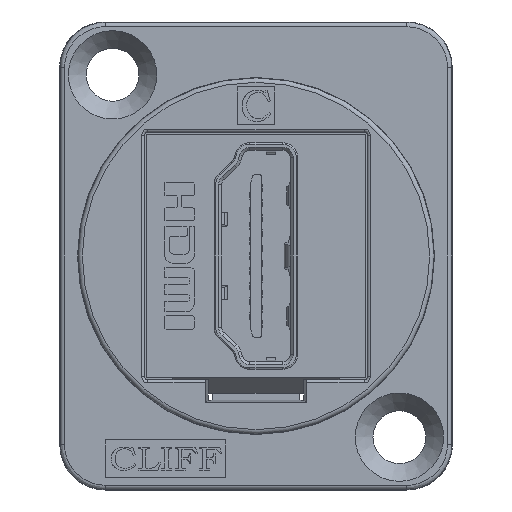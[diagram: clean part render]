
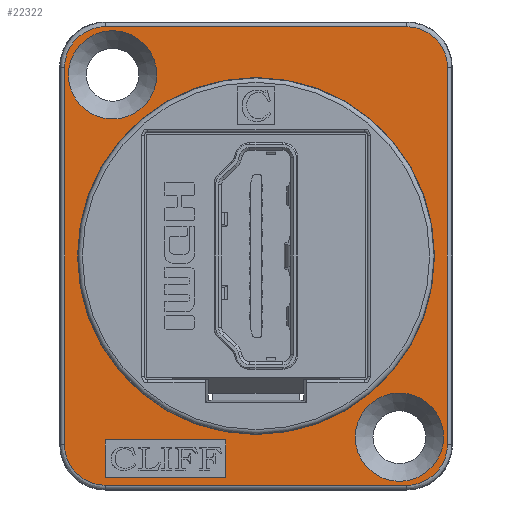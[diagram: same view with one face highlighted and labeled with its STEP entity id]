
A CAD part, front view. The second image highlights one B-rep face of the part: STEP entity #22322.
In plain terms, the highlighted planar face has unit normal (0, -1, 0).
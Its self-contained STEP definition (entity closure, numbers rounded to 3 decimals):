
#125=ELLIPSE('',#23697,2.7,2.7);
#126=ELLIPSE('',#23698,2.7,2.7);
#127=ELLIPSE('',#23699,2.7,2.7);
#128=ELLIPSE('',#23700,2.7,2.7);
#408=FACE_BOUND('',#2755,.T.);
#409=FACE_BOUND('',#2756,.T.);
#410=FACE_BOUND('',#2757,.T.);
#411=FACE_BOUND('',#2758,.T.);
#1627=FACE_OUTER_BOUND('',#2754,.T.);
#2754=EDGE_LOOP('',(#19191,#19192,#19193,#19194,#19195,#19196,#19197,#19198));
#2755=EDGE_LOOP('',(#19199,#19200,#19201,#19202));
#2756=EDGE_LOOP('',(#19203));
#2757=EDGE_LOOP('',(#19204));
#2758=EDGE_LOOP('',(#19205));
#3026=CIRCLE('',#23492,11.823);
#3068=CIRCLE('',#23701,2.925);
#3069=CIRCLE('',#23702,2.925);
#5549=LINE('',#36700,#8081);
#5553=LINE('',#36708,#8085);
#5556=LINE('',#36714,#8088);
#5559=LINE('',#36719,#8091);
#5593=LINE('',#36828,#8125);
#5594=LINE('',#36832,#8126);
#5595=LINE('',#36836,#8127);
#5596=LINE('',#36839,#8128);
#8081=VECTOR('',#28794,2.5);
#8085=VECTOR('',#28800,8.);
#8088=VECTOR('',#28805,2.5);
#8091=VECTOR('',#28810,8.);
#8125=VECTOR('',#28908,24.965);
#8126=VECTOR('',#28911,19.965);
#8127=VECTOR('',#28914,24.965);
#8128=VECTOR('',#28917,19.965);
#9781=VERTEX_POINT('',#34742);
#10087=VERTEX_POINT('',#36698);
#10088=VERTEX_POINT('',#36699);
#10091=VERTEX_POINT('',#36707);
#10093=VERTEX_POINT('',#36713);
#10122=VERTEX_POINT('',#36824);
#10123=VERTEX_POINT('',#36825);
#10124=VERTEX_POINT('',#36827);
#10125=VERTEX_POINT('',#36829);
#10126=VERTEX_POINT('',#36831);
#10127=VERTEX_POINT('',#36833);
#10128=VERTEX_POINT('',#36835);
#10129=VERTEX_POINT('',#36837);
#10130=VERTEX_POINT('',#36840);
#10131=VERTEX_POINT('',#36842);
#12622=EDGE_CURVE('',#9781,#9781,#3026,.T.);
#13108=EDGE_CURVE('',#10087,#10088,#5549,.T.);
#13112=EDGE_CURVE('',#10091,#10087,#5553,.T.);
#13115=EDGE_CURVE('',#10093,#10091,#5556,.T.);
#13118=EDGE_CURVE('',#10088,#10093,#5559,.T.);
#13167=EDGE_CURVE('',#10122,#10123,#125,.T.);
#13168=EDGE_CURVE('',#10124,#10122,#5593,.T.);
#13169=EDGE_CURVE('',#10125,#10124,#126,.T.);
#13170=EDGE_CURVE('',#10126,#10125,#5594,.T.);
#13171=EDGE_CURVE('',#10127,#10126,#127,.T.);
#13172=EDGE_CURVE('',#10128,#10127,#5595,.T.);
#13173=EDGE_CURVE('',#10129,#10128,#128,.T.);
#13174=EDGE_CURVE('',#10123,#10129,#5596,.T.);
#13175=EDGE_CURVE('',#10130,#10130,#3068,.T.);
#13176=EDGE_CURVE('',#10131,#10131,#3069,.T.);
#19191=ORIENTED_EDGE('',*,*,#13167,.F.);
#19192=ORIENTED_EDGE('',*,*,#13168,.F.);
#19193=ORIENTED_EDGE('',*,*,#13169,.F.);
#19194=ORIENTED_EDGE('',*,*,#13170,.F.);
#19195=ORIENTED_EDGE('',*,*,#13171,.F.);
#19196=ORIENTED_EDGE('',*,*,#13172,.F.);
#19197=ORIENTED_EDGE('',*,*,#13173,.F.);
#19198=ORIENTED_EDGE('',*,*,#13174,.F.);
#19199=ORIENTED_EDGE('',*,*,#13108,.T.);
#19200=ORIENTED_EDGE('',*,*,#13118,.T.);
#19201=ORIENTED_EDGE('',*,*,#13115,.T.);
#19202=ORIENTED_EDGE('',*,*,#13112,.T.);
#19203=ORIENTED_EDGE('',*,*,#12622,.T.);
#19204=ORIENTED_EDGE('',*,*,#13175,.T.);
#19205=ORIENTED_EDGE('',*,*,#13176,.T.);
#20160=PLANE('',#23696);
#22322=ADVANCED_FACE('',(#1627,#408,#409,#410,#411),#20160,.T.);
#23492=AXIS2_PLACEMENT_3D('',#34743,#28113,#28114);
#23696=AXIS2_PLACEMENT_3D('',#36823,#28904,#28905);
#23697=AXIS2_PLACEMENT_3D('',#36826,#28906,#28907);
#23698=AXIS2_PLACEMENT_3D('',#36830,#28909,#28910);
#23699=AXIS2_PLACEMENT_3D('',#36834,#28912,#28913);
#23700=AXIS2_PLACEMENT_3D('',#36838,#28915,#28916);
#23701=AXIS2_PLACEMENT_3D('',#36841,#28918,#28919);
#23702=AXIS2_PLACEMENT_3D('',#36843,#28920,#28921);
#28113=DIRECTION('center_axis',(0.,1.,0.));
#28114=DIRECTION('ref_axis',(-1.,0.,0.));
#28794=DIRECTION('',(0.,0.,1.));
#28800=DIRECTION('',(-1.,0.,0.));
#28805=DIRECTION('',(0.,0.,-1.));
#28810=DIRECTION('',(1.,0.,0.));
#28904=DIRECTION('center_axis',(0.,-1.,0.));
#28905=DIRECTION('ref_axis',(1.,0.,0.));
#28906=DIRECTION('center_axis',(0.,1.,0.));
#28907=DIRECTION('ref_axis',(-0.707,0.,0.707));
#28908=DIRECTION('',(0.,0.,1.));
#28909=DIRECTION('center_axis',(0.,1.,0.));
#28910=DIRECTION('ref_axis',(-0.707,0.,-0.707));
#28911=DIRECTION('',(-1.,0.,0.));
#28912=DIRECTION('center_axis',(0.,1.,0.));
#28913=DIRECTION('ref_axis',(0.707,0.,-0.707));
#28914=DIRECTION('',(0.,0.,-1.));
#28915=DIRECTION('center_axis',(0.,1.,0.));
#28916=DIRECTION('ref_axis',(0.707,0.,0.707));
#28917=DIRECTION('',(1.,0.,0.));
#28918=DIRECTION('center_axis',(0.,1.,0.));
#28919=DIRECTION('ref_axis',(1.,0.,0.));
#28920=DIRECTION('center_axis',(0.,1.,0.));
#28921=DIRECTION('ref_axis',(1.,0.,0.));
#34742=CARTESIAN_POINT('',(11.823,2.8,0.));
#34743=CARTESIAN_POINT('Origin',(0.,2.8,0.));
#36698=CARTESIAN_POINT('',(-10.,2.8,-14.683));
#36699=CARTESIAN_POINT('',(-10.,2.8,-12.183));
#36700=CARTESIAN_POINT('',(-10.,2.8,-7.341));
#36707=CARTESIAN_POINT('',(-2.,2.8,-14.683));
#36708=CARTESIAN_POINT('',(-1.,2.8,-14.683));
#36713=CARTESIAN_POINT('',(-2.,2.8,-12.183));
#36714=CARTESIAN_POINT('',(-2.,2.8,-6.091));
#36719=CARTESIAN_POINT('',(-5.,2.8,-12.183));
#36823=CARTESIAN_POINT('Origin',(0.,2.8,0.));
#36824=CARTESIAN_POINT('',(-12.683,2.8,12.483));
#36825=CARTESIAN_POINT('',(-9.983,2.8,15.183));
#36826=CARTESIAN_POINT('Origin',(-9.982,2.8,12.482));
#36827=CARTESIAN_POINT('',(-12.683,2.8,-12.483));
#36828=CARTESIAN_POINT('',(-12.683,2.8,-7.75));
#36829=CARTESIAN_POINT('',(-9.983,2.8,-15.183));
#36830=CARTESIAN_POINT('Origin',(-9.982,2.8,-12.482));
#36831=CARTESIAN_POINT('',(9.983,2.8,-15.183));
#36832=CARTESIAN_POINT('',(6.5,2.8,-15.183));
#36833=CARTESIAN_POINT('',(12.683,2.8,-12.483));
#36834=CARTESIAN_POINT('Origin',(9.982,2.8,-12.482));
#36835=CARTESIAN_POINT('',(12.683,2.8,12.483));
#36836=CARTESIAN_POINT('',(12.683,2.8,7.75));
#36837=CARTESIAN_POINT('',(9.983,2.8,15.183));
#36838=CARTESIAN_POINT('Origin',(9.982,2.8,12.482));
#36839=CARTESIAN_POINT('',(-6.5,2.8,15.183));
#36840=CARTESIAN_POINT('',(6.575,2.8,-12.));
#36841=CARTESIAN_POINT('Origin',(9.5,2.8,-12.));
#36842=CARTESIAN_POINT('',(-12.425,2.8,12.));
#36843=CARTESIAN_POINT('Origin',(-9.5,2.8,12.));
